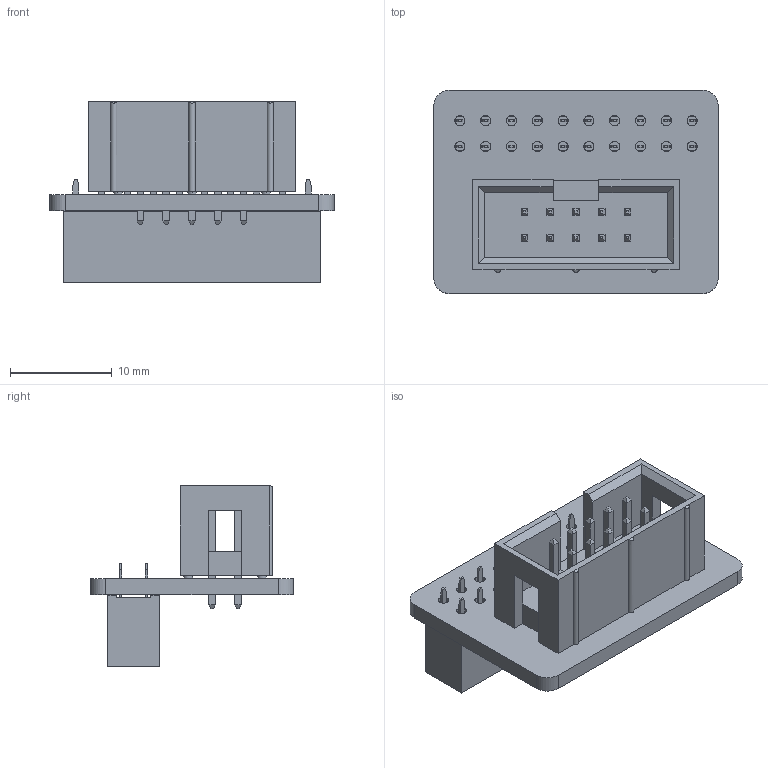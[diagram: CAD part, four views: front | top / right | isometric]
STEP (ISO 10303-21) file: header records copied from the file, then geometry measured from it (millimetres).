
FILE_DESCRIPTION(('KiCad electronic assembly'),'2;1');
FILE_NAME('STLINK_Adapter.step','2021-03-01T19:21:04',('An Author'),( 'A Company'),'Open CASCADE STEP processor 6.9', 'KiCad to STEP converter','Unknown');
FILE_SCHEMA(('AUTOMOTIVE_DESIGN { 1 0 10303 214 1 1 1 1 }'));
Length unit declared in the file: millimetre
Products named in the file (6): Open CASCADE STEP translator 6.9 1; 61201021621--3DModel-STEP-56544; COMPOUND; PinSocket_2x10_P2.54mm_Vertical; SOLID
Assembly tree (5 placements, depth 3):
  Open CASCADE STEP translator 6.9 1
    61201021621--3DModel-STEP-56544
      COMPOUND
    PinSocket_2x10_P2.54mm_Vertical
      SOLID
    COMPOUND
Bounding box: 28 x 20 x 17.8 mm (x, y, z)
Volume: 2492.8 mm3; surface area: 3943.6 mm2
Topology: 13 solids, 13 shells, 946 faces, 2360 edges, 1502 vertices
Faces by surface type: plane 897, cylinder 49
Full cylindrical faces by diameter (mm): 1 x30
Entity records: 62927 total; most frequent: CARTESIAN_POINT 9696, DIRECTION 9058, LINE 6881, VECTOR 6881, ORIENTED_EDGE 4720, PCURVE 4720, DEFINITIONAL_REPRESENTATION 4720, EDGE_CURVE 2360
